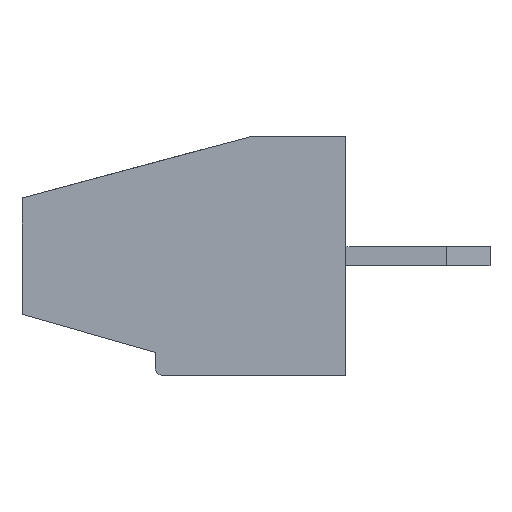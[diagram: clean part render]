
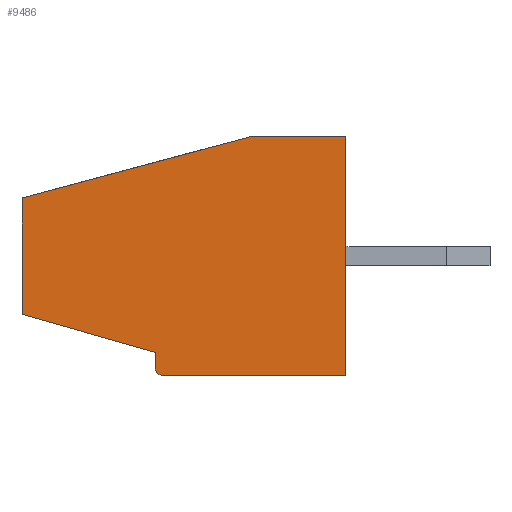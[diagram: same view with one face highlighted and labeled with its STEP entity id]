
A CAD part, left-side view. The second image highlights one B-rep face of the part: STEP entity #9486.
In plain terms, the highlighted planar face has unit normal (-1, 0, 0).
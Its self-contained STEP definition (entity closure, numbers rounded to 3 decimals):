
#227 = CARTESIAN_POINT ( 'NONE',  ( 1.647, 5., -2.53 ) ) ;
#239 = DIRECTION ( 'NONE',  ( 0., 0., 1. ) ) ;
#334 = DIRECTION ( 'NONE',  ( 0., 0., 1. ) ) ;
#745 = LINE ( 'NONE', #6416, #8393 ) ;
#773 = CARTESIAN_POINT ( 'NONE',  ( 1.647, 8.5, 3.14 ) ) ;
#847 = VERTEX_POINT ( 'NONE', #6628 ) ;
#875 = ORIENTED_EDGE ( 'NONE', *, *, #6105, .T. ) ;
#1193 = EDGE_CURVE ( 'NONE', #4808, #1199, #6766, .T. ) ;
#1199 = VERTEX_POINT ( 'NONE', #6314 ) ;
#1428 = VECTOR ( 'NONE', #8747, 1000. ) ;
#1564 = VECTOR ( 'NONE', #8302, 1000. ) ;
#1628 = VECTOR ( 'NONE', #334, 1000. ) ;
#1763 = ORIENTED_EDGE ( 'NONE', *, *, #6681, .F. ) ;
#1956 = LINE ( 'NONE', #227, #1564 ) ;
#2111 = CARTESIAN_POINT ( 'NONE',  ( 1.647, 8.5, 3.14 ) ) ;
#2175 = LINE ( 'NONE', #773, #8691 ) ;
#2291 = DIRECTION ( 'NONE',  ( 0., 0., -1. ) ) ;
#2427 = CARTESIAN_POINT ( 'NONE',  ( 1.647, 2.5, 3.14 ) ) ;
#2624 = LINE ( 'NONE', #6537, #8873 ) ;
#3173 = DIRECTION ( 'NONE',  ( 0., -1., 0. ) ) ;
#3385 = AXIS2_PLACEMENT_3D ( 'NONE', #8070, #10388, #2291 ) ;
#3453 = AXIS2_PLACEMENT_3D ( 'NONE', #5491, #10326, #7125 ) ;
#3693 = LINE ( 'NONE', #8550, #1628 ) ;
#4027 = CARTESIAN_POINT ( 'NONE',  ( 1.647, 5., -2.93 ) ) ;
#4233 = VERTEX_POINT ( 'NONE', #4800 ) ;
#4245 = EDGE_CURVE ( 'NONE', #8528, #847, #2175, .T. ) ;
#4343 = ORIENTED_EDGE ( 'NONE', *, *, #10150, .T. ) ;
#4565 = EDGE_LOOP ( 'NONE', ( #1763, #875, #9527, #5830, #4343, #9018, #4771, #9867 ) ) ;
#4670 = PLANE ( 'NONE',  #3385 ) ;
#4769 = VERTEX_POINT ( 'NONE', #6359 ) ;
#4771 = ORIENTED_EDGE ( 'NONE', *, *, #4245, .F. ) ;
#4800 = CARTESIAN_POINT ( 'NONE',  ( 1.647, 0., -3.13 ) ) ;
#4808 = VERTEX_POINT ( 'NONE', #4027 ) ;
#5268 = CARTESIAN_POINT ( 'NONE',  ( 1.647, 8.5, -1.53 ) ) ;
#5399 = FACE_OUTER_BOUND ( 'NONE', #4565, .T. ) ;
#5437 = LINE ( 'NONE', #10076, #9737 ) ;
#5491 = CARTESIAN_POINT ( 'NONE',  ( 1.647, 4.8, -2.93 ) ) ;
#5494 = EDGE_CURVE ( 'NONE', #4233, #847, #5437, .T. ) ;
#5761 = LINE ( 'NONE', #2111, #1428 ) ;
#5830 = ORIENTED_EDGE ( 'NONE', *, *, #1193, .T. ) ;
#6105 = EDGE_CURVE ( 'NONE', #7661, #4769, #1956, .T. ) ;
#6314 = CARTESIAN_POINT ( 'NONE',  ( 1.647, 4.8, -3.13 ) ) ;
#6359 = CARTESIAN_POINT ( 'NONE',  ( 1.647, 5., -2.53 ) ) ;
#6416 = CARTESIAN_POINT ( 'NONE',  ( 1.647, 8.5, -3.13 ) ) ;
#6537 = CARTESIAN_POINT ( 'NONE',  ( 1.647, 8.5, 1.532 ) ) ;
#6571 = DIRECTION ( 'NONE',  ( 0., 0.966, -0.259 ) ) ;
#6628 = CARTESIAN_POINT ( 'NONE',  ( 1.647, 0., 3.14 ) ) ;
#6681 = EDGE_CURVE ( 'NONE', #7661, #9093, #5761, .T. ) ;
#6766 = CIRCLE ( 'NONE', #3453, 0.2 ) ;
#7125 = DIRECTION ( 'NONE',  ( 0., 0., -1. ) ) ;
#7661 = VERTEX_POINT ( 'NONE', #5268 ) ;
#8070 = CARTESIAN_POINT ( 'NONE',  ( 1.647, 8.5, 3.14 ) ) ;
#8137 = EDGE_CURVE ( 'NONE', #4808, #4769, #3693, .T. ) ;
#8302 = DIRECTION ( 'NONE',  ( 0., -0.962, -0.275 ) ) ;
#8393 = VECTOR ( 'NONE', #3173, 1000. ) ;
#8528 = VERTEX_POINT ( 'NONE', #2427 ) ;
#8550 = CARTESIAN_POINT ( 'NONE',  ( 1.647, 5., -3.13 ) ) ;
#8583 = EDGE_CURVE ( 'NONE', #8528, #9093, #2624, .T. ) ;
#8691 = VECTOR ( 'NONE', #8781, 1000. ) ;
#8747 = DIRECTION ( 'NONE',  ( 0., 0., 1. ) ) ;
#8781 = DIRECTION ( 'NONE',  ( 0., -1., 0. ) ) ;
#8873 = VECTOR ( 'NONE', #6571, 1000. ) ;
#9018 = ORIENTED_EDGE ( 'NONE', *, *, #5494, .T. ) ;
#9093 = VERTEX_POINT ( 'NONE', #9640 ) ;
#9486 = ADVANCED_FACE ( 'NONE', ( #5399 ), #4670, .F. ) ;
#9527 = ORIENTED_EDGE ( 'NONE', *, *, #8137, .F. ) ;
#9640 = CARTESIAN_POINT ( 'NONE',  ( 1.647, 8.5, 1.532 ) ) ;
#9737 = VECTOR ( 'NONE', #239, 1000. ) ;
#9867 = ORIENTED_EDGE ( 'NONE', *, *, #8583, .T. ) ;
#10076 = CARTESIAN_POINT ( 'NONE',  ( 1.647, 0., 3.14 ) ) ;
#10150 = EDGE_CURVE ( 'NONE', #1199, #4233, #745, .T. ) ;
#10326 = DIRECTION ( 'NONE',  ( -1., 0., 0. ) ) ;
#10388 = DIRECTION ( 'NONE',  ( 1., 0., 0. ) ) ;
